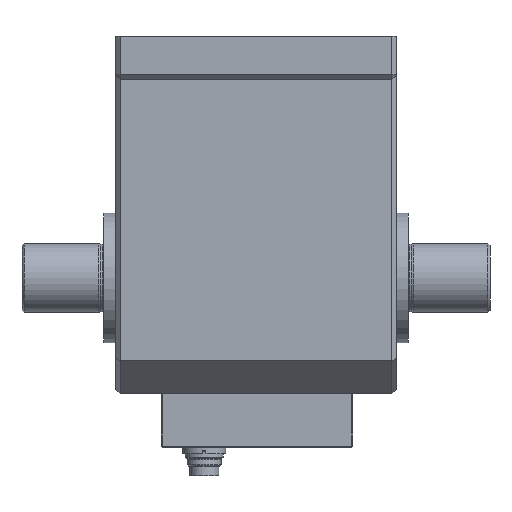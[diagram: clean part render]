
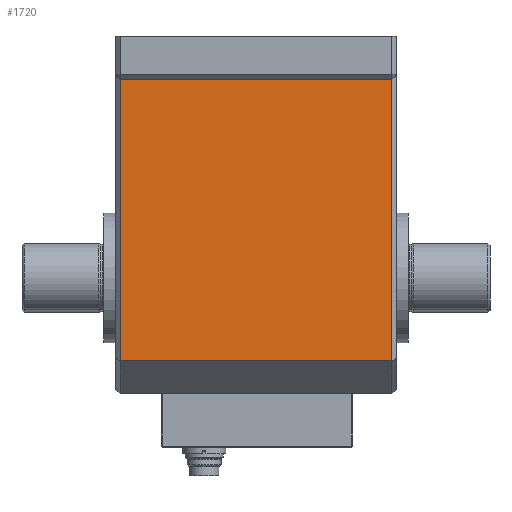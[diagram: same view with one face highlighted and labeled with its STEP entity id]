
A CAD part, top view. The second image highlights one B-rep face of the part: STEP entity #1720.
In plain terms, the highlighted face is planar.
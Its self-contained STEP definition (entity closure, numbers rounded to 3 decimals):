
#1720 = ADVANCED_FACE( '', ( #3421 ), #3422, .F. );
#3421 = FACE_OUTER_BOUND( '', #5056, .T. );
#3422 = PLANE( '', #5057 );
#5056 = EDGE_LOOP( '', ( #7970, #7971, #7972, #7973 ) );
#5057 = AXIS2_PLACEMENT_3D( '', #7974, #7975, #7976 );
#7970 = ORIENTED_EDGE( '', *, *, #9059, .T. );
#7971 = ORIENTED_EDGE( '', *, *, #8926, .T. );
#7972 = ORIENTED_EDGE( '', *, *, #8410, .F. );
#7973 = ORIENTED_EDGE( '', *, *, #8979, .T. );
#7974 = CARTESIAN_POINT( '', ( 135.823, 130., 71.084 ) );
#7975 = DIRECTION( '', ( 1., 0., 0. ) );
#7976 = DIRECTION( '', ( 0., 0., -1. ) );
#8410 = EDGE_CURVE( '', #9621, #9622, #9623, .T. );
#8926 = EDGE_CURVE( '', #10424, #9622, #10425, .T. );
#8979 = EDGE_CURVE( '', #9621, #10492, #10494, .T. );
#9059 = EDGE_CURVE( '', #10492, #10424, #10598, .T. );
#9621 = VERTEX_POINT( '', #11327 );
#9622 = VERTEX_POINT( '', #11328 );
#9623 = LINE( '', #11329, #11330 );
#10424 = VERTEX_POINT( '', #12371 );
#10425 = LINE( '', #12372, #12373 );
#10492 = VERTEX_POINT( '', #12469 );
#10494 = LINE( '', #12472, #12473 );
#10598 = LINE( '', #12597, #12598 );
#11327 = CARTESIAN_POINT( '', ( 135.823, 128., 201.584 ) );
#11328 = CARTESIAN_POINT( '', ( 135.823, 2., 201.584 ) );
#11329 = CARTESIAN_POINT( '', ( 135.823, 130., 201.584 ) );
#11330 = VECTOR( '', #13241, 1000. );
#12371 = CARTESIAN_POINT( '', ( 135.823, 2., 71.084 ) );
#12372 = CARTESIAN_POINT( '', ( 135.823, 2., 201.584 ) );
#12373 = VECTOR( '', #13948, 1000. );
#12469 = CARTESIAN_POINT( '', ( 135.823, 128., 71.084 ) );
#12472 = CARTESIAN_POINT( '', ( 135.823, 128., 71.084 ) );
#12473 = VECTOR( '', #14001, 1000. );
#12597 = CARTESIAN_POINT( '', ( 135.823, 130., 71.084 ) );
#12598 = VECTOR( '', #14088, 1000. );
#13241 = DIRECTION( '', ( 0., -1., 0. ) );
#13948 = DIRECTION( '', ( 0., 0., 1. ) );
#14001 = DIRECTION( '', ( 0., 0., -1. ) );
#14088 = DIRECTION( '', ( 0., -1., 0. ) );
